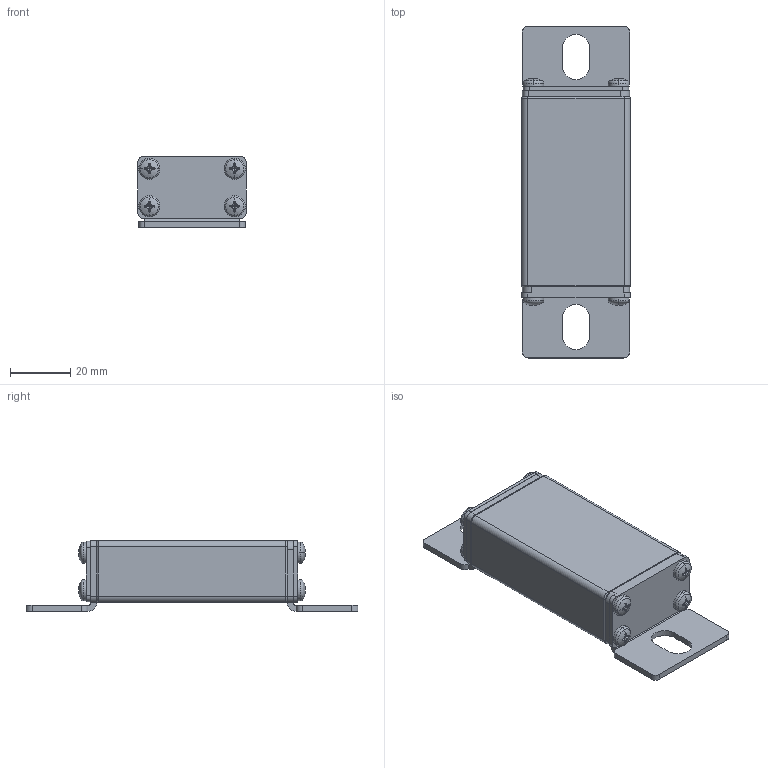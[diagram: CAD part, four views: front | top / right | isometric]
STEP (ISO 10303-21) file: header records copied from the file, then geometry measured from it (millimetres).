
FILE_DESCRIPTION (( 'STEP AP214' ), '1' );
FILE_NAME ('FOCP-HPDC-250-FB_3D.step', '2023-10-17T21:21:09', ( '' ), ( '' ), 'SwSTEP 2.0', 'SolidWorks 2022', '' );
FILE_SCHEMA (( 'AUTOMOTIVE_DESIGN' ));
Length unit declared in the file: millimetre
Products named in the file (1): FOCP-HPDC-250-FB_3D
Bounding box: 36 x 110 x 23.5 mm (x, y, z)
Volume: 34164 mm3; surface area: 21136.7 mm2
Topology: 1 solids, 17 shells, 541 faces, 1211 edges, 695 vertices
Faces by surface type: plane 272, cylinder 150, torus 71, cone 32, sphere 16
Entity records: 17848 total; most frequent: CARTESIAN_POINT 2908, DIRECTION 2855, ORIENTED_EDGE 2390, EDGE_CURVE 1195, AXIS2_PLACEMENT_3D 1166, VERTEX_POINT 695, CIRCLE 624, EDGE_LOOP 570
